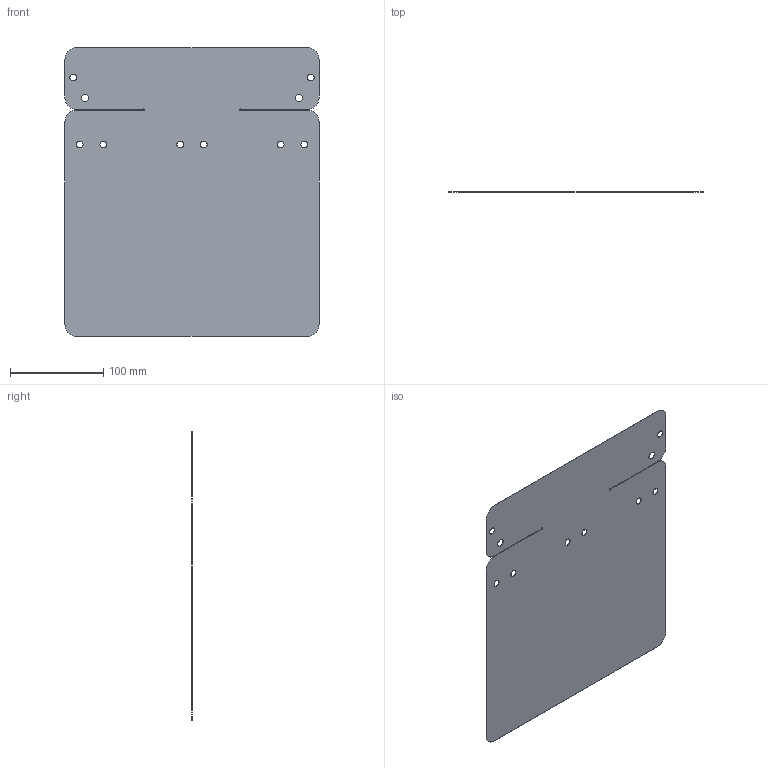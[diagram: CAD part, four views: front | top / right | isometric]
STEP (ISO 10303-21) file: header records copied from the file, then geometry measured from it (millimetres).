
FILE_DESCRIPTION(('CATIA V6 STEP','CAx-IF Rec.Pracs.--- Model Styling and Organization---1.4--- 2014-01-23'),'2;1');
FILE_NAME('130887 SHIELD ORIGAMI PNWS B.1 Released_(1).stp','2020-07-18T17:50:40+00:00',('none'),('none'),'3DEXPERIENCE Platform3DEXPERIENCE R2017x HotFix 12','3DEXPERIENCE Platform STEP AP214','none');
FILE_SCHEMA(('AUTOMOTIVE_DESIGN { 1 0 10303 214 1 1 1 1 }'));
Length unit declared in the file: millimetre
Products named in the file (1): SHIELD, ORIGAMI, PNWS
Bounding box: 273 x 0.25 x 310 mm (x, y, z)
Volume: 20961.4 mm3; surface area: 168116.2 mm2
Topology: 1 solids, 1 shells, 42 faces, 120 edges, 80 vertices
Faces by surface type: cylinder 30, plane 12
Entity records: 1335 total; most frequent: ORIENTED_EDGE 240, CARTESIAN_POINT 229, DIRECTION 176, EDGE_CURVE 120, AXIS2_PLACEMENT_3D 89, VERTEX_POINT 80, EDGE_LOOP 62, VECTOR 60
